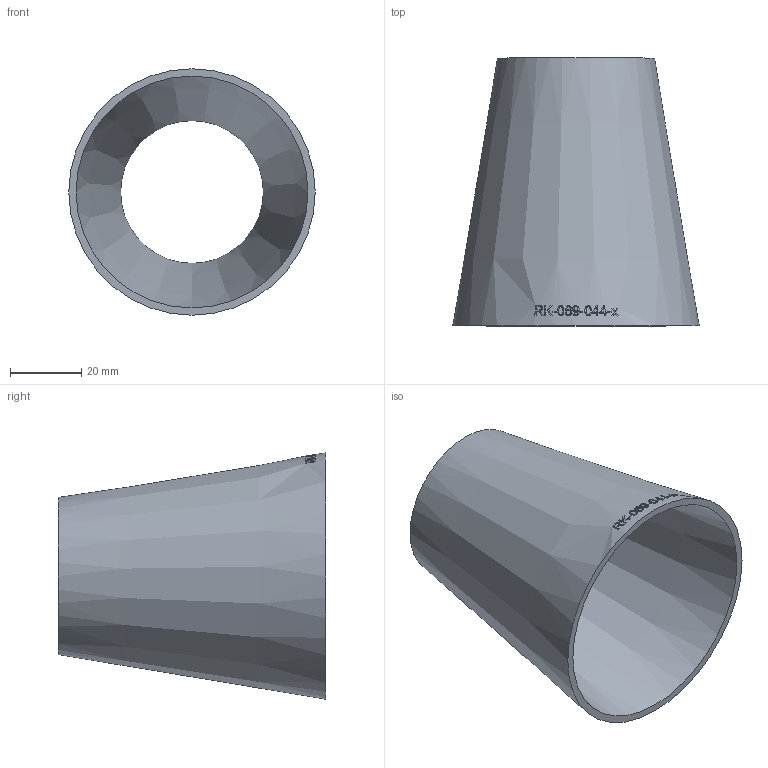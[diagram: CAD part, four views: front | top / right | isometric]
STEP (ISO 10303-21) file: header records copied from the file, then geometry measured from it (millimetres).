
FILE_DESCRIPTION (( 'STEP AP214' ), '1' );
FILE_NAME ('RK-069-044-x Reduzierung L=3(D-d) 2008.STEP', '2020-08-04T11:17:51', ( '' ), ( '' ), 'SwSTEP 2.0', 'SolidWorks 2019', '' );
FILE_SCHEMA (( 'AUTOMOTIVE_DESIGN' ));
Length unit declared in the file: millimetre
Products named in the file (1): RK-069-044-x Reduzierung L=3(D-d) 2008
Bounding box: 69 x 75 x 69 mm (x, y, z)
Volume: 26014.4 mm3; surface area: 26721.5 mm2
Topology: 1 solids, 1 shells, 159 faces, 414 edges, 276 vertices
Faces by surface type: bspline 136, cone 21, plane 2
Entity records: 16011 total; most frequent: CARTESIAN_POINT 11655, ORIENTED_EDGE 824, EDGE_CURVE 412, B_SPLINE_CURVE_WITH_KNOTS 408, VERTEX_POINT 276, EDGE_LOOP 182, ADVANCED_FACE 159, FACE_OUTER_BOUND 159
